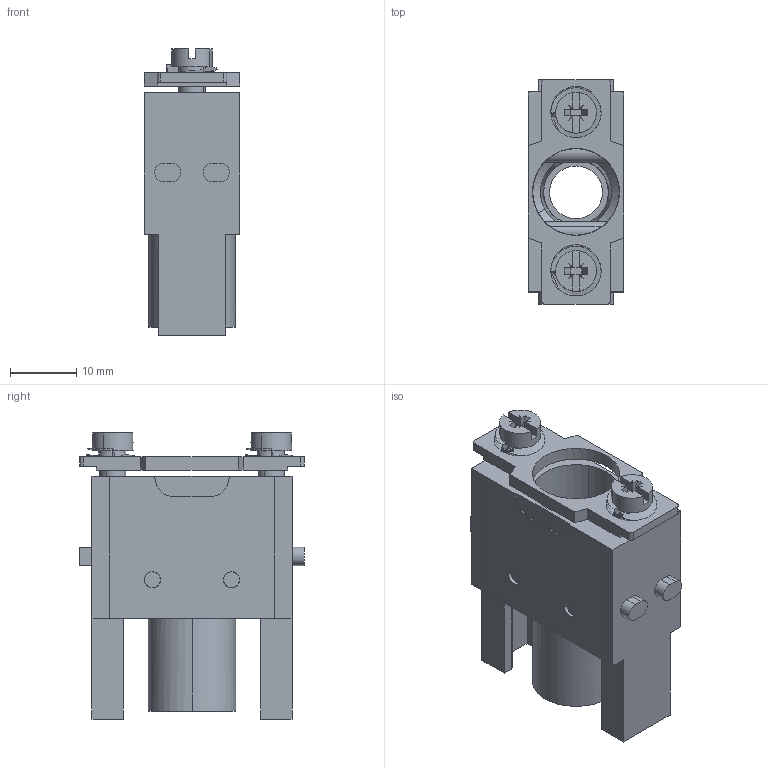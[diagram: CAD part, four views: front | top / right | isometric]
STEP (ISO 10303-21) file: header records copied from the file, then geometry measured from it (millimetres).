
FILE_DESCRIPTION(('CATIA V5 STEP Exchange','CAx-IF Rec.Pracs.--- Model Styling and Organization---1.4--- 2014-01-23'),'2;1');
FILE_NAME ('013230-5_0', '2022-03-14T09:36:36+00:00', ('none'), ('Weidmueller'), 'CATIA Version 5-6 Release 2016 SP3 HF44', 'CATIA V5 STEP AP214', 'none');
FILE_SCHEMA(('AUTOMOTIVE_DESIGN { 1 0 10303 214 1 1 1 1 }'));
Length unit declared in the file: millimetre
Products named in the file (1): 1429110000
Bounding box: 14.5 x 34 x 43.35 mm (x, y, z)
Volume: 8759.8 mm3; surface area: 8350.2 mm2
Topology: 8 solids, 8 shells, 285 faces, 768 edges, 504 vertices
Faces by surface type: plane 179, cylinder 70, cone 28, bspline 8
Entity records: 8790 total; most frequent: CARTESIAN_POINT 2155, ORIENTED_EDGE 1536, DIRECTION 1048, EDGE_CURVE 768, VECTOR 532, LINE 532, VERTEX_POINT 504, AXIS2_PLACEMENT_3D 353
